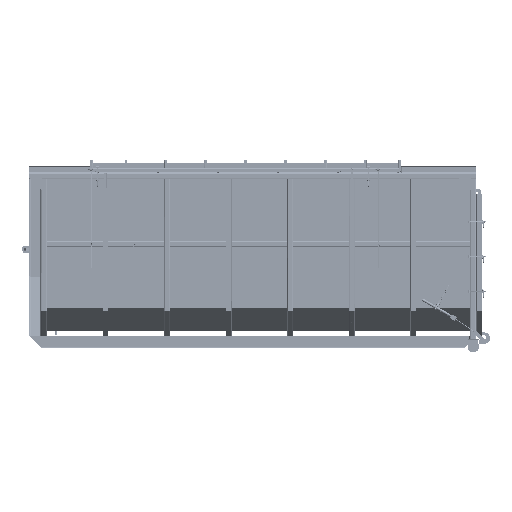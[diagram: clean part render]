
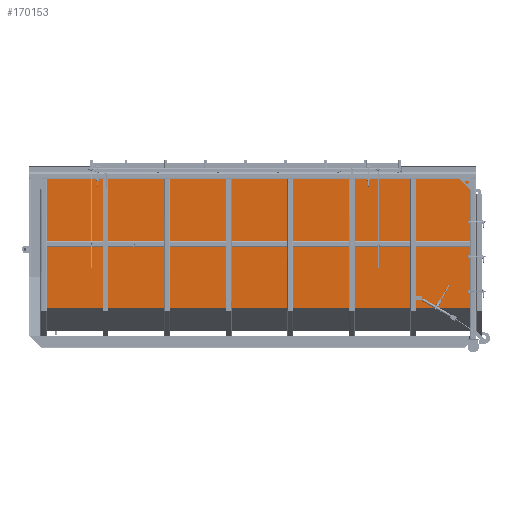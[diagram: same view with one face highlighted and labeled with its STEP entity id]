
A CAD part, left-side view. The second image highlights one B-rep face of the part: STEP entity #170153.
In plain terms, the highlighted planar face has unit normal (-1, 0, 0).
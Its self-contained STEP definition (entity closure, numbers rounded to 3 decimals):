
#170153 = ADVANCED_FACE('',(#170154),#170204,.T.);
#170154 = FACE_BOUND('',#170155,.T.);
#170155 = EDGE_LOOP('',(#170156,#170166,#170174,#170182,#170190,#170198)
  );
#170156 = ORIENTED_EDGE('',*,*,#170157,.T.);
#170157 = EDGE_CURVE('',#170158,#170160,#170162,.T.);
#170158 = VERTEX_POINT('',#170159);
#170159 = CARTESIAN_POINT('',(-1120.,-5920.,2252.));
#170160 = VERTEX_POINT('',#170161);
#170161 = CARTESIAN_POINT('',(-1120.,-3.,2252.));
#170162 = LINE('',#170163,#170164);
#170163 = CARTESIAN_POINT('',(-1120.,-5920.,2252.));
#170164 = VECTOR('',#170165,1.);
#170165 = DIRECTION('',(0.,1.,0.));
#170166 = ORIENTED_EDGE('',*,*,#170167,.T.);
#170167 = EDGE_CURVE('',#170160,#170168,#170170,.T.);
#170168 = VERTEX_POINT('',#170169);
#170169 = CARTESIAN_POINT('',(-1120.,-3.,387.));
#170170 = LINE('',#170171,#170172);
#170171 = CARTESIAN_POINT('',(-1120.,-3.,2252.));
#170172 = VECTOR('',#170173,1.);
#170173 = DIRECTION('',(0.,0.,-1.));
#170174 = ORIENTED_EDGE('',*,*,#170175,.T.);
#170175 = EDGE_CURVE('',#170168,#170176,#170178,.T.);
#170176 = VERTEX_POINT('',#170177);
#170177 = CARTESIAN_POINT('',(-1120.,-6003.,387.));
#170178 = LINE('',#170179,#170180);
#170179 = CARTESIAN_POINT('',(-1120.,-3.,387.));
#170180 = VECTOR('',#170181,1.);
#170181 = DIRECTION('',(0.,-1.,0.));
#170182 = ORIENTED_EDGE('',*,*,#170183,.T.);
#170183 = EDGE_CURVE('',#170176,#170184,#170186,.T.);
#170184 = VERTEX_POINT('',#170185);
#170185 = CARTESIAN_POINT('',(-1120.,-6003.,1892.));
#170186 = LINE('',#170187,#170188);
#170187 = CARTESIAN_POINT('',(-1120.,-6003.,387.));
#170188 = VECTOR('',#170189,1.);
#170189 = DIRECTION('',(0.,0.,1.));
#170190 = ORIENTED_EDGE('',*,*,#170191,.F.);
#170191 = EDGE_CURVE('',#170192,#170184,#170194,.T.);
#170192 = VERTEX_POINT('',#170193);
#170193 = CARTESIAN_POINT('',(-1120.,-5920.,1892.));
#170194 = LINE('',#170195,#170196);
#170195 = CARTESIAN_POINT('',(-1120.,-5920.,1892.));
#170196 = VECTOR('',#170197,1.);
#170197 = DIRECTION('',(0.,-1.,0.));
#170198 = ORIENTED_EDGE('',*,*,#170199,.F.);
#170199 = EDGE_CURVE('',#170158,#170192,#170200,.T.);
#170200 = LINE('',#170201,#170202);
#170201 = CARTESIAN_POINT('',(-1120.,-5920.,2252.));
#170202 = VECTOR('',#170203,1.);
#170203 = DIRECTION('',(0.,0.,-1.));
#170204 = PLANE('',#170205);
#170205 = AXIS2_PLACEMENT_3D('',#170206,#170207,#170208);
#170206 = CARTESIAN_POINT('',(-1120.,-3.,1319.5));
#170207 = DIRECTION('',(-1.,0.,0.));
#170208 = DIRECTION('',(0.,-1.,0.));
